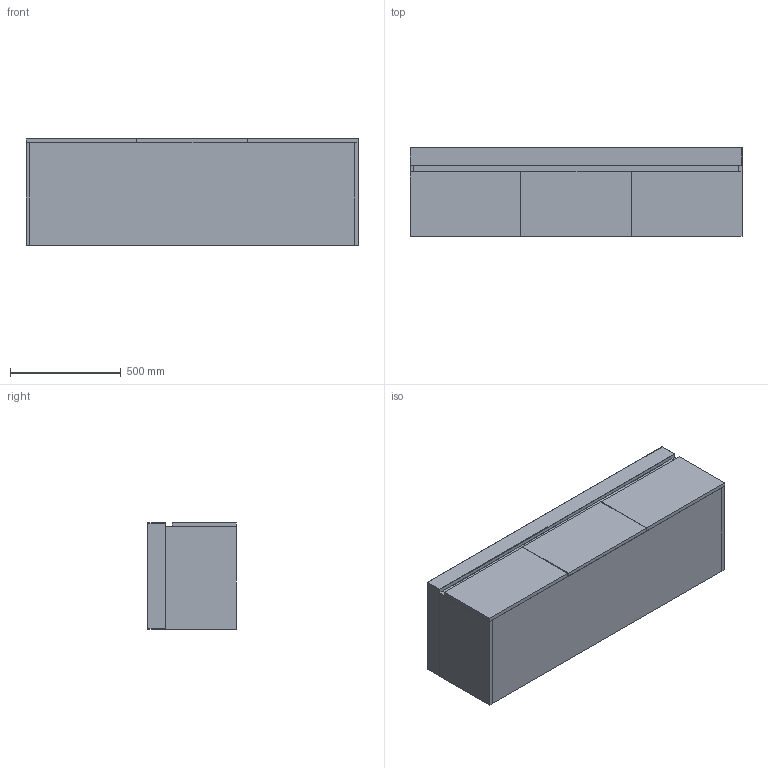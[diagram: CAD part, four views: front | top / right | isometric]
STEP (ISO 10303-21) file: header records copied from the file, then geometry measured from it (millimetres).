
FILE_DESCRIPTION((''),'2;1');
FILE_NAME('KADO_LUSSI_1500_CABINET_B_ASM','2020-10-22T18:12:33',('ipelchen'),(''),'CREO PARAMETRIC BY PTC INC, 2018190','CREO PARAMETRIC BY PTC INC, 2018190','');
FILE_SCHEMA(('CONFIG_CONTROL_DESIGN'));
Length unit declared in the file: millimetre
Products named in the file (13): KADO_LUSSI_1500_CARCASS_B; KADO_LUSSI_1500_CAB_FRONTP_B; KADO_LUSSI_1500_CAB_SIDEP_B; KADO_LUSSI_1500_CARCASS_TOP; KADO_LUSSI_1500_DOOR_B; KADO_LUSSI_CARCASS_VERT_RIGHT_B; KADO_LUSSI_1500_DBL_C_LIGHT; KADOLUSSI_WASTE_TESTING_ONLY__; KADOLUSSI_WASTE_TOPSEAL__; KADO_SS_CAP__; KADO_LUSSI_WASTE_ASM_ASM; 1500_DBL_C_RENDER_ASM; KADO_LUSSI_1500_CABINET_B_ASM
Assembly tree (16 placements, depth 4):
  KADO_LUSSI_1500_CABINET_B_ASM
    KADO_LUSSI_1500_CARCASS_B
    KADO_LUSSI_1500_CAB_FRONTP_B
    KADO_LUSSI_1500_CAB_SIDEP_B  x2
    KADO_LUSSI_1500_CARCASS_TOP
    KADO_LUSSI_1500_DOOR_B  x3
    KADO_LUSSI_CARCASS_VERT_RIGHT_B
    1500_DBL_C_RENDER_ASM
      KADO_LUSSI_1500_DBL_C_LIGHT
      KADO_LUSSI_WASTE_ASM_ASM  x2
        KADOLUSSI_WASTE_TESTING_ONLY__
        KADOLUSSI_WASTE_TOPSEAL__
        KADO_SS_CAP__
Bounding box: 1500 x 400 x 480 mm (x, y, z)
Volume: 81545457.8 mm3; surface area: 7539364.5 mm2
Topology: 16 solids, 16 shells, 444 faces, 1049 edges, 632 vertices
Faces by surface type: plane 164, bspline 112, cylinder 94, torus 32, cone 22, sphere 12, extrusion 8
Entity records: 21772 total; most frequent: CARTESIAN_POINT 13382, ORIENTED_EDGE 1830, DIRECTION 1487, EDGE_CURVE 915, VERTEX_POINT 551, AXIS2_PLACEMENT_3D 550, EDGE_LOOP 406, VECTOR 387
